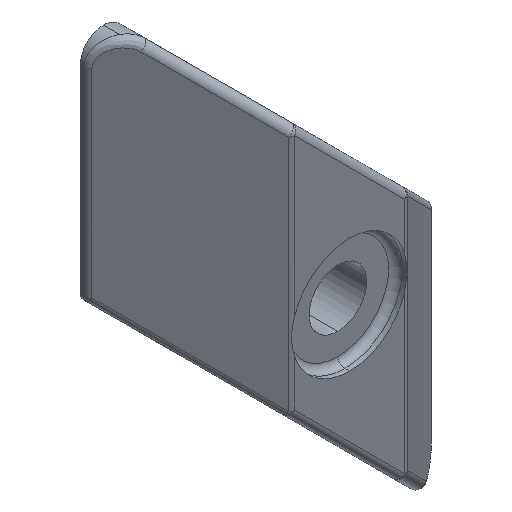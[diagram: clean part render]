
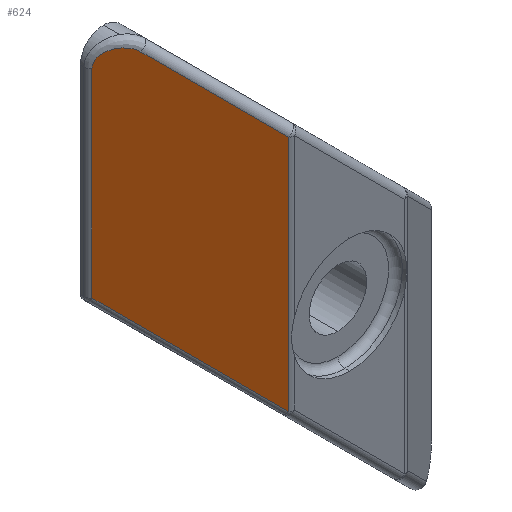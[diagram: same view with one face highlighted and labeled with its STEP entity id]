
A CAD part, isometric view. The second image highlights one B-rep face of the part: STEP entity #624.
In plain terms, the highlighted planar face has unit normal (-0.616, -0.788, 0).
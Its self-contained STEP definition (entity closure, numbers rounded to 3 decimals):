
#15 = ORIENTED_EDGE ( 'NONE', *, *, #152, .T. ) ;
#38 = CARTESIAN_POINT ( 'NONE',  ( -12.416, 1.747, 7.07 ) ) ;
#57 = ORIENTED_EDGE ( 'NONE', *, *, #737, .T. ) ;
#72 = LINE ( 'NONE', #38, #671 ) ;
#90 = EDGE_CURVE ( 'NONE', #1464, #296, #1023, .T. ) ;
#152 = EDGE_CURVE ( 'NONE', #1136, #1464, #514, .T. ) ;
#187 = VECTOR ( 'NONE', #816, 1000. ) ;
#217 = ORIENTED_EDGE ( 'NONE', *, *, #90, .T. ) ;
#296 = VERTEX_POINT ( 'NONE', #688 ) ;
#360 = VECTOR ( 'NONE', #945, 1000. ) ;
#396 = LINE ( 'NONE', #466, #360 ) ;
#466 = CARTESIAN_POINT ( 'NONE',  ( -7.376, -2.19, 15. ) ) ;
#514 = LINE ( 'NONE', #763, #187 ) ;
#520 = EDGE_CURVE ( 'NONE', #1191, #1136, #729, .T. ) ;
#532 = FACE_OUTER_BOUND ( 'NONE', #699, .T. ) ;
#573 = ORIENTED_EDGE ( 'NONE', *, *, #1153, .T. ) ;
#624 = ADVANCED_FACE ( 'NONE', ( #532 ), #810, .F. ) ;
#671 = VECTOR ( 'NONE', #999, 1000. ) ;
#674 = AXIS2_PLACEMENT_3D ( 'NONE', #796, #1424, #1540 ) ;
#688 = CARTESIAN_POINT ( 'NONE',  ( -7.376, -2.19, 10.664 ) ) ;
#699 = EDGE_LOOP ( 'NONE', ( #217, #573, #57, #1225, #15 ) ) ;
#729 = LINE ( 'NONE', #1165, #1003 ) ;
#737 = EDGE_CURVE ( 'NONE', #1298, #1191, #72, .T. ) ;
#763 = CARTESIAN_POINT ( 'NONE',  ( -8.461, -1.342, 13.439 ) ) ;
#796 = CARTESIAN_POINT ( 'NONE',  ( -7.492, -2.1, 15. ) ) ;
#810 = PLANE ( 'NONE',  #674 ) ;
#811 = CARTESIAN_POINT ( 'NONE',  ( -6.181, -3.124, 11.159 ) ) ;
#816 = DIRECTION ( 'NONE',  ( -0.619, 0.484, 0.619 ) ) ;
#822 = CARTESIAN_POINT ( 'NONE',  ( -2.581, -5.936, 7.559 ) ) ;
#929 = DIRECTION ( 'NONE',  ( 0., 0., 1. ) ) ;
#945 = DIRECTION ( 'NONE',  ( 0., 0., -1. ) ) ;
#999 = DIRECTION ( 'NONE',  ( 0.619, -0.484, -0.619 ) ) ;
#1003 = VECTOR ( 'NONE', #929, 1000. ) ;
#1023 =( BOUNDED_CURVE ( )  B_SPLINE_CURVE ( 3, ( #1167, #1171, #1160, #1114 ),
 .UNSPECIFIED., .F., .T. ) 
 B_SPLINE_CURVE_WITH_KNOTS ( ( 4, 4 ),
 ( 3.927, 6.283 ),
 .UNSPECIFIED. ) 
 CURVE ( )  GEOMETRIC_REPRESENTATION_ITEM ( )  RATIONAL_B_SPLINE_CURVE ( ( 1., 0.588, 0.588, 1. ) ) 
 REPRESENTATION_ITEM ( '' )  );
#1114 = CARTESIAN_POINT ( 'NONE',  ( -7.376, -2.19, 10.664 ) ) ;
#1136 = VERTEX_POINT ( 'NONE', #822 ) ;
#1153 = EDGE_CURVE ( 'NONE', #296, #1298, #396, .T. ) ;
#1160 = CARTESIAN_POINT ( 'NONE',  ( -7.376, -2.19, 11.396 ) ) ;
#1165 = CARTESIAN_POINT ( 'NONE',  ( -2.581, -5.936, 15. ) ) ;
#1167 = CARTESIAN_POINT ( 'NONE',  ( -6.181, -3.124, 11.159 ) ) ;
#1171 = CARTESIAN_POINT ( 'NONE',  ( -6.7, -2.719, 11.677 ) ) ;
#1184 = CARTESIAN_POINT ( 'NONE',  ( -2.581, -5.936, -2.765 ) ) ;
#1191 = VERTEX_POINT ( 'NONE', #1184 ) ;
#1225 = ORIENTED_EDGE ( 'NONE', *, *, #520, .T. ) ;
#1298 = VERTEX_POINT ( 'NONE', #1369 ) ;
#1369 = CARTESIAN_POINT ( 'NONE',  ( -7.376, -2.19, 2.03 ) ) ;
#1424 = DIRECTION ( 'NONE',  ( 0.616, 0.788, 0. ) ) ;
#1464 = VERTEX_POINT ( 'NONE', #811 ) ;
#1540 = DIRECTION ( 'NONE',  ( -0.788, 0.616, 0. ) ) ;
